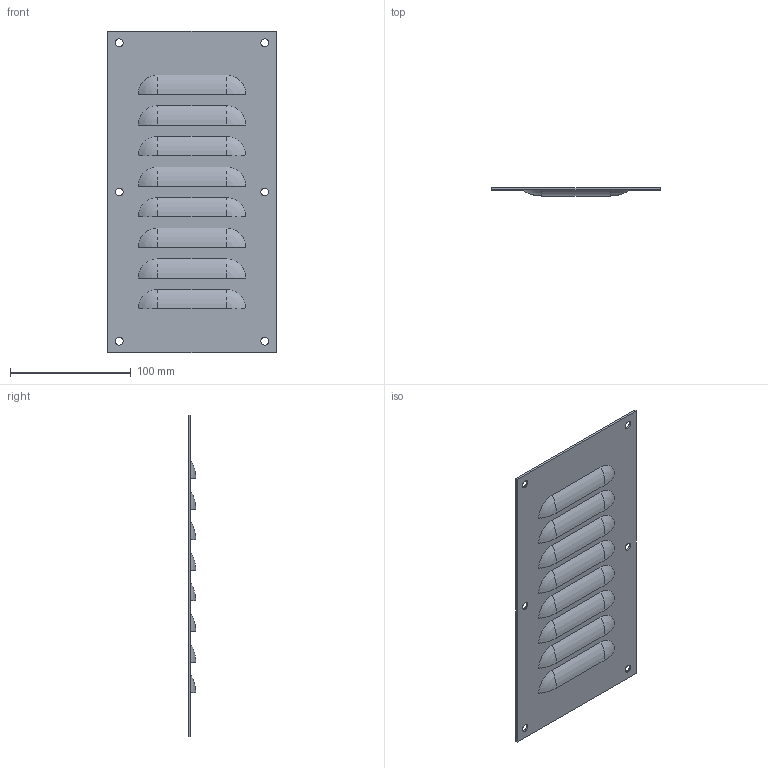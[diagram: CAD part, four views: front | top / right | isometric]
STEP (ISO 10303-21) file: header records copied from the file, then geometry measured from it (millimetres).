
FILE_DESCRIPTION( ( 'Unknown' ), '1' );
FILE_NAME( 'AVP8.stp', 'Unknown', ( 'Unknown' ), ( 'Unknown' ), 'PSStep 16.0.42', 'Unknown', ' ' );
FILE_SCHEMA( ( 'AUTOMOTIVE_DESIGN { 1 0 10303 214 1 1 1 1 }' ) );
Length unit declared in the file: millimetre
Products named in the file (1): 1
Bounding box: 139.7 x 6.27 x 266.7 mm (x, y, z)
Volume: 57581.7 mm3; surface area: 79097.1 mm2
Topology: 1 solids, 1 shells, 76 faces, 244 edges, 138 vertices
Faces by surface type: sphere 32, plane 22, cylinder 22
Full cylindrical faces by diameter (mm): 6.35 x6
Entity records: 3096 total; most frequent: DIRECTION 478, CARTESIAN_POINT 409, ORIENTED_EDGE 400, AXIS2_PLACEMENT_3D 201, EDGE_CURVE 200, VERTEX_POINT 132, CIRCLE 124, EDGE_LOOP 110
